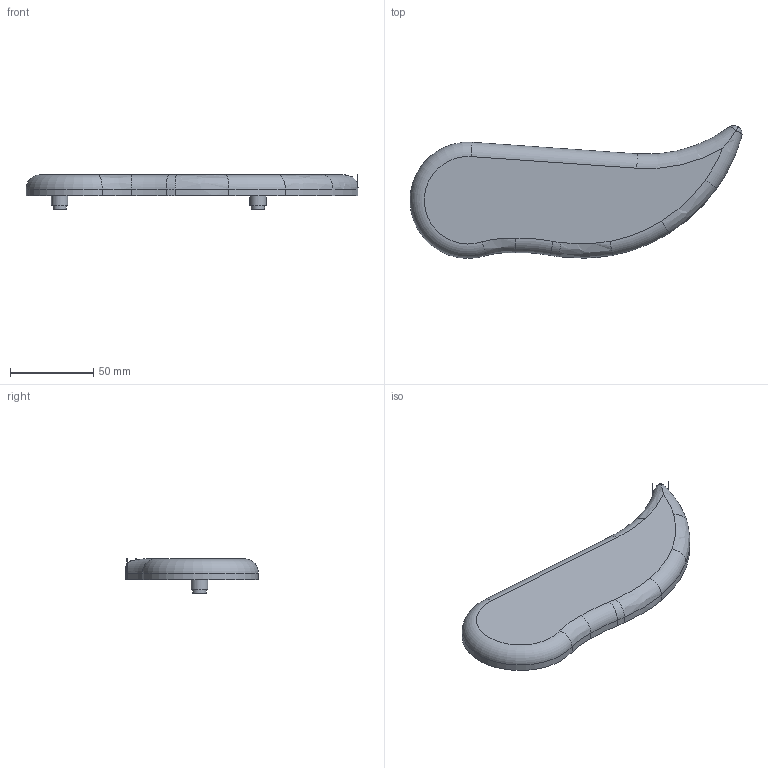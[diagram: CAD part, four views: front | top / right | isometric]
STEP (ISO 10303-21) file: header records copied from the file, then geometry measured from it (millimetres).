
FILE_DESCRIPTION(/* description */ (''),/* implementation_level */ '2;1');
FILE_NAME(/* name */ 'Component1.step',/* time_stamp */ '2024-02-06T19:35:49-06:00',/* author */ (''),/* organization */ (''),/* preprocessor_version */ 'ST-DEVELOPER v20',/* originating_system */ 'Autodesk Translation Framework v12.14.0.127',/* authorisation */ '');
FILE_SCHEMA (('AUTOMOTIVE_DESIGN { 1 0 10303 214 3 1 1 }'));
Length unit declared in the file: millimetre
Products named in the file (1): FusionComponent
Bounding box: 199.97 x 79.99 x 20.7 mm (x, y, z)
Volume: 133485.4 mm3; surface area: 27106 mm2
Topology: 1 solids, 1 shells, 41 faces, 94 edges, 61 vertices
Faces by surface type: cylinder 14, plane 11, bspline 10, torus 6
Full cylindrical faces by diameter (mm): 6 x2, 8 x2, 10 x2
Entity records: 2151 total; most frequent: CARTESIAN_POINT 1263, ORIENTED_EDGE 188, DIRECTION 158, EDGE_CURVE 94, AXIS2_PLACEMENT_3D 68, VERTEX_POINT 61, EDGE_LOOP 47, FACE_OUTER_BOUND 41
